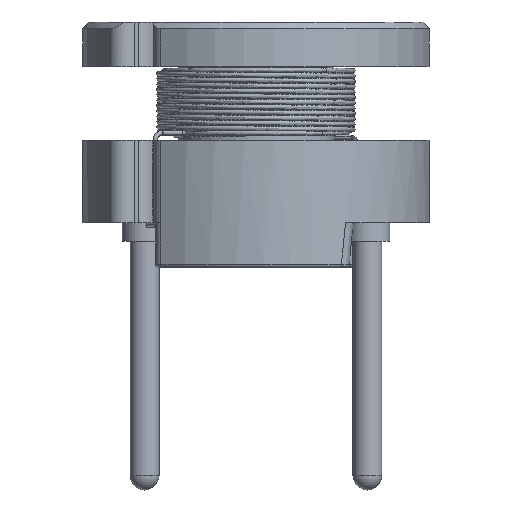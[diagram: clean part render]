
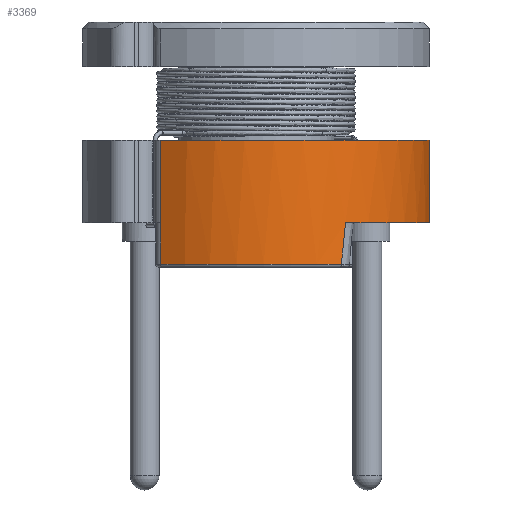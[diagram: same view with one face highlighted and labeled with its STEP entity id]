
A CAD part, front view. The second image highlights one B-rep face of the part: STEP entity #3369.
In plain terms, the highlighted cylindrical face has radius 3.9 mm (diameter 7.8 mm), a partial arc.
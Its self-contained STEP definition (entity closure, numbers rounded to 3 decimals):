
#33=ELLIPSE('',#3491,35.714,3.9);
#145=LINE('',#10034,#292);
#164=LINE('',#10128,#311);
#191=LINE('',#10190,#338);
#292=VECTOR('',#3992,1000.);
#311=VECTOR('',#4067,1000.);
#338=VECTOR('',#4152,1000.);
#422=CIRCLE('',#3457,3.9);
#489=CIRCLE('',#3585,3.9);
#490=CIRCLE('',#3587,3.9);
#549=CYLINDRICAL_SURFACE('',#3586,3.9);
#1083=ORIENTED_EDGE('',*,*,#1514,.F.);
#1084=ORIENTED_EDGE('',*,*,#1351,.T.);
#1085=ORIENTED_EDGE('',*,*,#1386,.T.);
#1086=ORIENTED_EDGE('',*,*,#1515,.F.);
#1087=ORIENTED_EDGE('',*,*,#1437,.F.);
#1088=ORIENTED_EDGE('',*,*,#1513,.T.);
#1089=ORIENTED_EDGE('',*,*,#1477,.T.);
#1351=EDGE_CURVE('',#1629,#1625,#422,.T.);
#1386=EDGE_CURVE('',#1625,#1653,#33,.T.);
#1437=EDGE_CURVE('',#1691,#1692,#145,.T.);
#1477=EDGE_CURVE('',#1727,#1730,#164,.T.);
#1513=EDGE_CURVE('',#1691,#1727,#489,.T.);
#1514=EDGE_CURVE('',#1629,#1730,#191,.T.);
#1515=EDGE_CURVE('',#1692,#1653,#490,.T.);
#1625=VERTEX_POINT('',#9779);
#1629=VERTEX_POINT('',#9798);
#1653=VERTEX_POINT('',#9907);
#1691=VERTEX_POINT('',#10033);
#1692=VERTEX_POINT('',#10035);
#1727=VERTEX_POINT('',#10122);
#1730=VERTEX_POINT('',#10127);
#1969=EDGE_LOOP('',(#1083,#1084,#1085,#1086,#1087,#1088,#1089));
#2157=FACE_BOUND('',#1969,.T.);
#3369=ADVANCED_FACE('',(#2157),#549,.T.);
#3457=AXIS2_PLACEMENT_3D('',#9801,#3813,#3814);
#3491=AXIS2_PLACEMENT_3D('',#9906,#3889,#3890);
#3585=AXIS2_PLACEMENT_3D('',#10188,#4148,#4149);
#3586=AXIS2_PLACEMENT_3D('',#10189,#4150,#4151);
#3587=AXIS2_PLACEMENT_3D('',#10191,#4153,#4154);
#3813=DIRECTION('',(0.,0.,1.));
#3814=DIRECTION('',(1.,0.,0.));
#3889=DIRECTION('',(-0.99,-0.087,0.109));
#3890=DIRECTION('',(-0.109,-0.01,-0.994));
#3992=DIRECTION('',(0.,0.,-1.));
#4067=DIRECTION('',(0.,0.,-1.));
#4148=DIRECTION('',(0.,0.,-1.));
#4149=DIRECTION('',(1.,0.,0.));
#4150=DIRECTION('',(0.,0.,-1.));
#4151=DIRECTION('',(-1.,0.,0.));
#4152=DIRECTION('',(0.,0.,1.));
#4153=DIRECTION('',(0.,0.,-1.));
#4154=DIRECTION('',(1.,0.,0.));
#9779=CARTESIAN_POINT('',(-1.05,-3.756,-0.94));
#9798=CARTESIAN_POINT('',(-3.818,-0.796,-0.94));
#9801=CARTESIAN_POINT('',(0.,0.,-0.94));
#9906=CARTESIAN_POINT('',(0.,0.,11.557));
#9907=CARTESIAN_POINT('',(-0.943,-3.784,0.));
#10033=CARTESIAN_POINT('',(3.818,-0.796,1.85));
#10034=CARTESIAN_POINT('',(3.818,-0.796,1.85));
#10035=CARTESIAN_POINT('',(3.818,-0.796,0.));
#10122=CARTESIAN_POINT('',(-3.818,-0.796,1.85));
#10127=CARTESIAN_POINT('',(-3.818,-0.796,0.));
#10128=CARTESIAN_POINT('',(-3.818,-0.796,1.85));
#10188=CARTESIAN_POINT('',(0.,0.,1.85));
#10189=CARTESIAN_POINT('',(0.,0.,1.85));
#10190=CARTESIAN_POINT('',(-3.818,-0.796,-1.));
#10191=CARTESIAN_POINT('',(0.,0.,0.));
